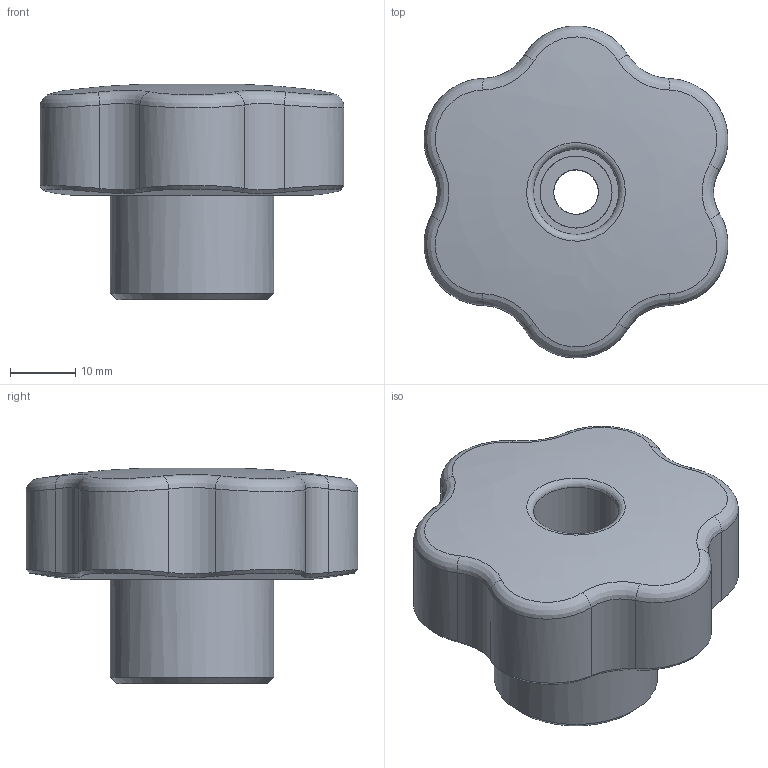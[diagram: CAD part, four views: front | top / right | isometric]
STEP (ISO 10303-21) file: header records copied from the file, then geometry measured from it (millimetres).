
FILE_DESCRIPTION( ( 'Unknown' ), '1' );
FILE_NAME( '6114040_VB50_FP.stp', 'Unknown', ( 'Unknown' ), ( 'Unknown' ), 'XStep 1.0', 'Unknown', ' ' );
FILE_SCHEMA( ( 'CONFIG_CONTROL_DESIGN' ) );
Length unit declared in the file: millimetre
Products named in the file (3): Assem1; VB_50_FP_ø11; 1801078
Bounding box: 46.4 x 50.69 x 32.9 mm (x, y, z)
Volume: 56564.2 mm3; surface area: 22921.2 mm2
Topology: 4 solids, 4 shells, 330 faces, 792 edges, 470 vertices
Faces by surface type: bspline 124, cylinder 118, plane 56, torus 28, cone 4
Full cylindrical faces by diameter (mm): 6.8 x2, 11 x4, 13 x2, 25 x2
Entity records: 10069 total; most frequent: CARTESIAN_POINT 6631, ORIENTED_EDGE 758, DIRECTION 574, EDGE_CURVE 379, AXIS2_PLACEMENT_3D 233, VERTEX_POINT 229, EDGE_LOOP 180, FACE_OUTER_BOUND 174
